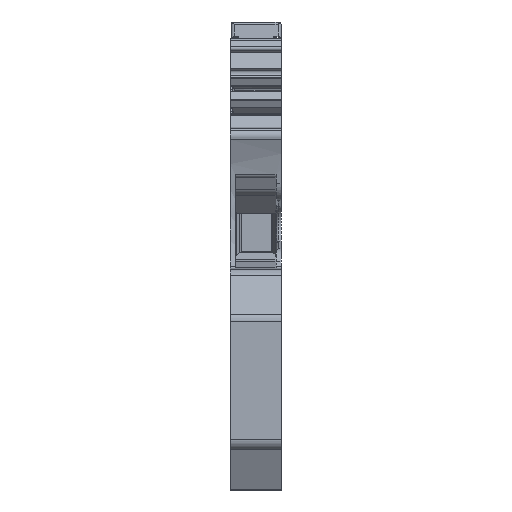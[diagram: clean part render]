
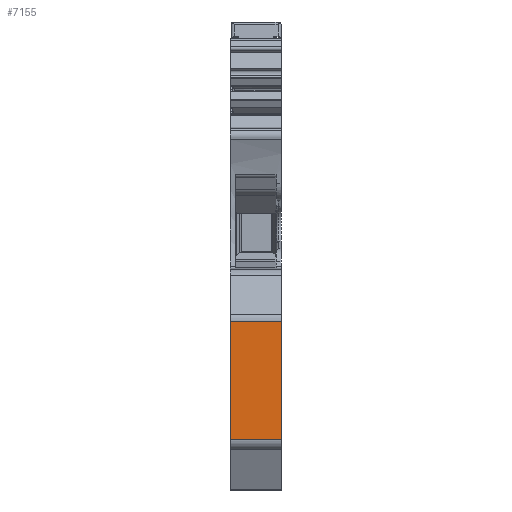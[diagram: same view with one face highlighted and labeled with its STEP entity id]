
A CAD part, front view. The second image highlights one B-rep face of the part: STEP entity #7155.
In plain terms, the highlighted planar face has unit normal (0, -1, 0).
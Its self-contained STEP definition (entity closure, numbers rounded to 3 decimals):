
#7135=AXIS2_PLACEMENT_3D('Plane Axis2P3D',#7132,#7133,#7134) ;
#1580=CARTESIAN_POINT('Vertex',(5.03,0.,16.516)) ;
#1583=CARTESIAN_POINT('Line Origine',(5.03,0.,10.723)) ;
#1587=CARTESIAN_POINT('Vertex',(5.03,0.,4.93)) ;
#7117=CARTESIAN_POINT('Vertex',(0.,0.,16.516)) ;
#7120=CARTESIAN_POINT('Line Origine',(2.515,0.,16.516)) ;
#7132=CARTESIAN_POINT('Axis2P3D Location',(0.,0.,4.93)) ;
#7137=CARTESIAN_POINT('Line Origine',(0.,0.,10.723)) ;
#7141=CARTESIAN_POINT('Vertex',(0.,0.,4.93)) ;
#7144=CARTESIAN_POINT('Line Origine',(2.515,0.,4.93)) ;
#1584=DIRECTION('Vector Direction',(0.,0.,1.)) ;
#7121=DIRECTION('Vector Direction',(1.,0.,0.)) ;
#7133=DIRECTION('Axis2P3D Direction',(0.,1.,0.)) ;
#7134=DIRECTION('Axis2P3D XDirection',(0.,0.,1.)) ;
#7138=DIRECTION('Vector Direction',(0.,0.,1.)) ;
#7145=DIRECTION('Vector Direction',(1.,0.,0.)) ;
#1585=VECTOR('Line Direction',#1584,1.) ;
#7122=VECTOR('Line Direction',#7121,1.) ;
#7139=VECTOR('Line Direction',#7138,1.) ;
#7146=VECTOR('Line Direction',#7145,1.) ;
#7150=ORIENTED_EDGE('',*,*,#7124,.F.) ;
#7151=ORIENTED_EDGE('',*,*,#7143,.T.) ;
#7152=ORIENTED_EDGE('',*,*,#7148,.T.) ;
#7153=ORIENTED_EDGE('',*,*,#1589,.F.) ;
#7155=ADVANCED_FACE('KLTR',(#7154),#7136,.F.) ;
#1589=EDGE_CURVE('',#1581,#1588,#1586,.F.) ;
#7124=EDGE_CURVE('',#7118,#1581,#7123,.T.) ;
#7143=EDGE_CURVE('',#7118,#7142,#7140,.F.) ;
#7148=EDGE_CURVE('',#7142,#1588,#7147,.T.) ;
#7149=EDGE_LOOP('',(#7150,#7151,#7152,#7153)) ;
#7154=FACE_OUTER_BOUND('',#7149,.T.) ;
#1586=LINE('Line',#1583,#1585) ;
#7123=LINE('Line',#7120,#7122) ;
#7140=LINE('Line',#7137,#7139) ;
#7147=LINE('Line',#7144,#7146) ;
#7136=PLANE('',#7135) ;
#1581=VERTEX_POINT('',#1580) ;
#1588=VERTEX_POINT('',#1587) ;
#7118=VERTEX_POINT('',#7117) ;
#7142=VERTEX_POINT('',#7141) ;
